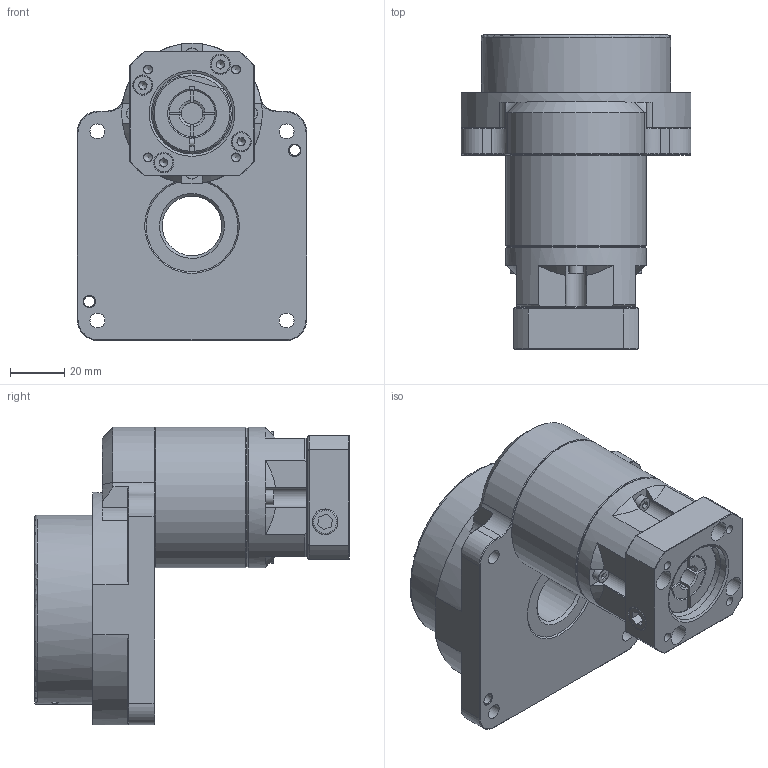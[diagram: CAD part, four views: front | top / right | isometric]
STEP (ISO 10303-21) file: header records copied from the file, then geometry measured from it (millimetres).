
FILE_DESCRIPTION((''),'2;1');
FILE_NAME('KGT-85B-2 (S8).stp','2018-10-29T14:32:40',('Young'),(''),'Autodesk Inventor 2012','Autodesk Inventor 2012','');
FILE_SCHEMA(('AUTOMOTIVE_DESIGN { 1 0 10303 214 1 1 1 1 }'));
Length unit declared in the file: millimetre
Products named in the file (1): KGT-85B-2 (S8)
Bounding box: 85 x 116.5 x 110.1 mm (x, y, z)
Volume: 350453.1 mm3; surface area: 65356.4 mm2
Topology: 2 solids, 25 shells, 568 faces, 1290 edges, 804 vertices
Faces by surface type: plane 296, cylinder 130, cone 129, torus 13
Full cylindrical faces by diameter (mm): 2.5 x10, 3 x5, 3.3 x18, 4 x6, 4.2 x1, 4.3 x4, 4.5 x4, 5 x2, 5.5 x9, 7 x4, 7.5 x4, 8 x1, 8.195 x2, 18 x1, 19.8 x1, 20 x1, 22 x1, 29.8 x1, 30 x4, 32 x2, 45 x1, 52 x3, 53.718 x1, 55 x1, 56.582 x1, 70 x1, 80 x1
Entity records: 15217 total; most frequent: CARTESIAN_POINT 2881, DIRECTION 2566, ORIENTED_EDGE 2084, EDGE_CURVE 1042, AXIS2_PLACEMENT_3D 1037, EDGE_LOOP 813, VERTEX_POINT 735, FACE_OUTER_BOUND 568
